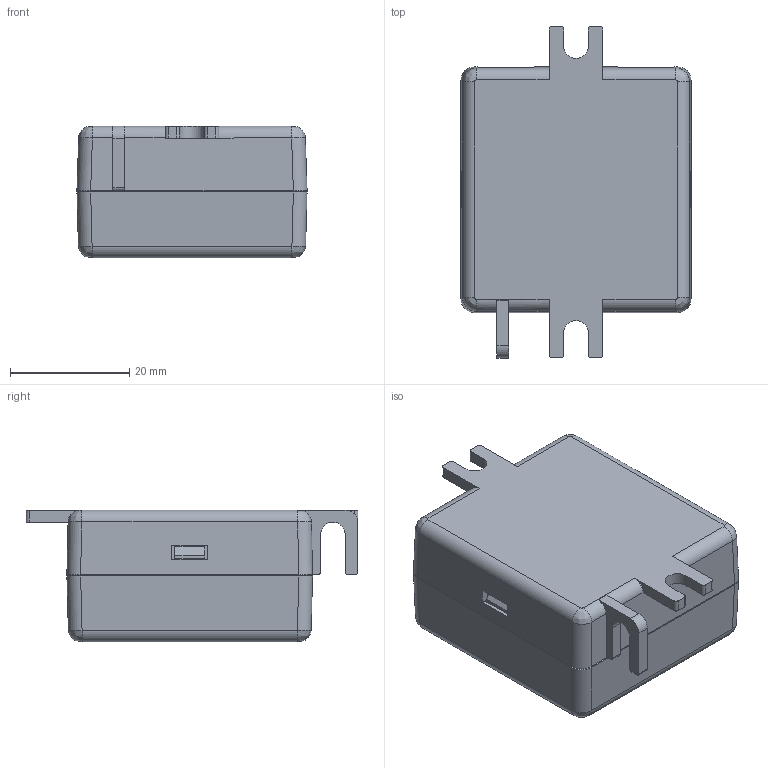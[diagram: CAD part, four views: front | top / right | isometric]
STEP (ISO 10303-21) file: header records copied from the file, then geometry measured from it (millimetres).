
FILE_DESCRIPTION((''),'2;1');
FILE_NAME('LSC6W_ASM-120717-NEW_20120814_ASM','2013-06-05T',('Hedy'),(''),'PRO/ENGINEER BY PARAMETRIC TECHNOLOGY CORPORATION, 2009380','PRO/ENGINEER BY PARAMETRIC TECHNOLOGY CORPORATION, 2009380','');
FILE_SCHEMA(('CONFIG_CONTROL_DESIGN'));
Length unit declared in the file: millimetre
Products named in the file (5): MAWLSC6W-1A_42_2; MAWLSC6W-2A_35_2; LSC6W_ASM_23_ASM_1_ASM; LSC6W_ASM-120717-NEW_ASM_2_ASM; LSC6W_ASM-120717-NEW_20120814_ASM
Assembly tree (4 placements, depth 4):
  LSC6W_ASM-120717-NEW_20120814_ASM
    LSC6W_ASM-120717-NEW_ASM_2_ASM
      LSC6W_ASM_23_ASM_1_ASM
        MAWLSC6W-1A_42_2
        MAWLSC6W-2A_35_2
Bounding box: 38.54 x 55.57 x 22 mm (x, y, z)
Volume: 9022.9 mm3; surface area: 13870.6 mm2
Topology: 2 solids, 2 shells, 240 faces, 704 edges, 468 vertices
Faces by surface type: plane 163, cylinder 57, bspline 10, cone 8, extrusion 2
Entity records: 8491 total; most frequent: CARTESIAN_POINT 2010, ORIENTED_EDGE 1408, DIRECTION 1230, EDGE_CURVE 704, VECTOR 546, LINE 544, VERTEX_POINT 468, AXIS2_PLACEMENT_3D 342
